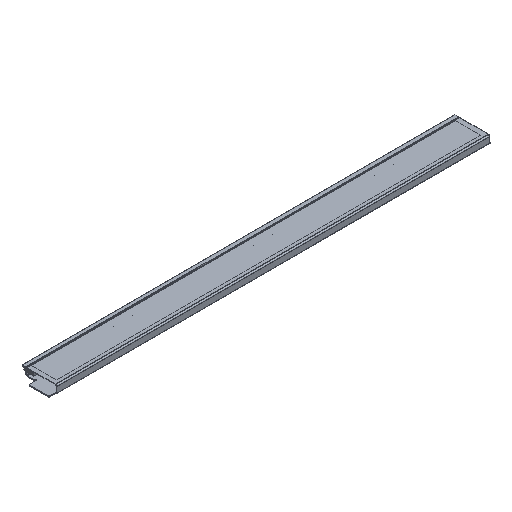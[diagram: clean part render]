
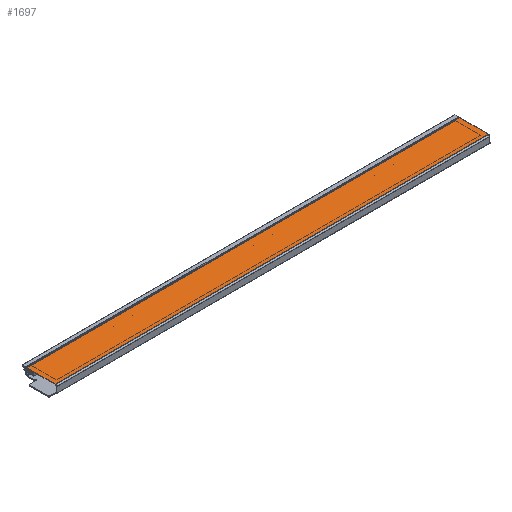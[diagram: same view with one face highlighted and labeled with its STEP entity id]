
A CAD part, isometric view. The second image highlights one B-rep face of the part: STEP entity #1697.
In plain terms, the highlighted planar face has unit normal (0, 0, 1).
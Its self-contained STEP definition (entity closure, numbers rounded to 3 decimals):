
#122 = CARTESIAN_POINT ( 'NONE',  ( -2., 0.7, 0. ) ) ;
#143 = DIRECTION ( 'NONE',  ( 1., 0., 0. ) ) ;
#281 = CARTESIAN_POINT ( 'NONE',  ( 189.2, 0.7, 0. ) ) ;
#317 = ORIENTED_EDGE ( 'NONE', *, *, #1559, .T. ) ;
#318 = EDGE_LOOP ( 'NONE', ( #1303, #736, #943, #317 ) ) ;
#356 = AXIS2_PLACEMENT_3D ( 'NONE', #1981, #2165, #1264 ) ;
#364 = EDGE_CURVE ( 'NONE', #709, #1610, #513, .T. ) ;
#465 = DIRECTION ( 'NONE',  ( -1., 0., 0. ) ) ;
#513 = LINE ( 'NONE', #122, #1041 ) ;
#520 = VECTOR ( 'NONE', #1212, 1000. ) ;
#599 = DIRECTION ( 'NONE',  ( 0., 1., 0. ) ) ;
#630 = CARTESIAN_POINT ( 'NONE',  ( -2., 13.4, 0. ) ) ;
#709 = VERTEX_POINT ( 'NONE', #2075 ) ;
#736 = ORIENTED_EDGE ( 'NONE', *, *, #1969, .T. ) ;
#774 = CARTESIAN_POINT ( 'NONE',  ( 189.2, 0., 0. ) ) ;
#943 = ORIENTED_EDGE ( 'NONE', *, *, #1530, .T. ) ;
#999 = LINE ( 'NONE', #1201, #520 ) ;
#1041 = VECTOR ( 'NONE', #143, 1000. ) ;
#1133 = FACE_OUTER_BOUND ( 'NONE', #318, .T. ) ;
#1201 = CARTESIAN_POINT ( 'NONE',  ( -2., 0., 0. ) ) ;
#1212 = DIRECTION ( 'NONE',  ( 0., -1., 0. ) ) ;
#1264 = DIRECTION ( 'NONE',  ( -1., 0., 0. ) ) ;
#1303 = ORIENTED_EDGE ( 'NONE', *, *, #364, .T. ) ;
#1370 = VERTEX_POINT ( 'NONE', #1553 ) ;
#1452 = PLANE ( 'NONE',  #356 ) ;
#1460 = VERTEX_POINT ( 'NONE', #1904 ) ;
#1530 = EDGE_CURVE ( 'NONE', #1370, #1460, #1996, .T. ) ;
#1553 = CARTESIAN_POINT ( 'NONE',  ( 189.2, 13.4, 0. ) ) ;
#1559 = EDGE_CURVE ( 'NONE', #1460, #709, #999, .T. ) ;
#1610 = VERTEX_POINT ( 'NONE', #281 ) ;
#1697 = ADVANCED_FACE ( 'NONE', ( #1133 ), #1452, .F. ) ;
#1851 = VECTOR ( 'NONE', #599, 1000. ) ;
#1904 = CARTESIAN_POINT ( 'NONE',  ( -2., 13.4, 0. ) ) ;
#1969 = EDGE_CURVE ( 'NONE', #1610, #1370, #1992, .T. ) ;
#1981 = CARTESIAN_POINT ( 'NONE',  ( 0., 0., 0. ) ) ;
#1992 = LINE ( 'NONE', #774, #1851 ) ;
#1996 = LINE ( 'NONE', #630, #2296 ) ;
#2075 = CARTESIAN_POINT ( 'NONE',  ( -2., 0.7, 0. ) ) ;
#2165 = DIRECTION ( 'NONE',  ( 0., 0., -1. ) ) ;
#2296 = VECTOR ( 'NONE', #465, 1000. ) ;
